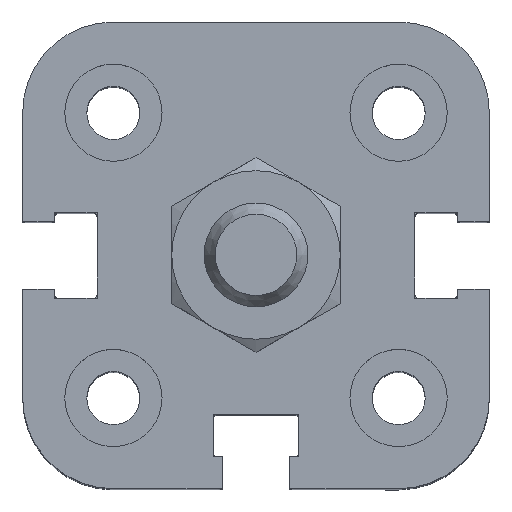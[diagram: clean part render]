
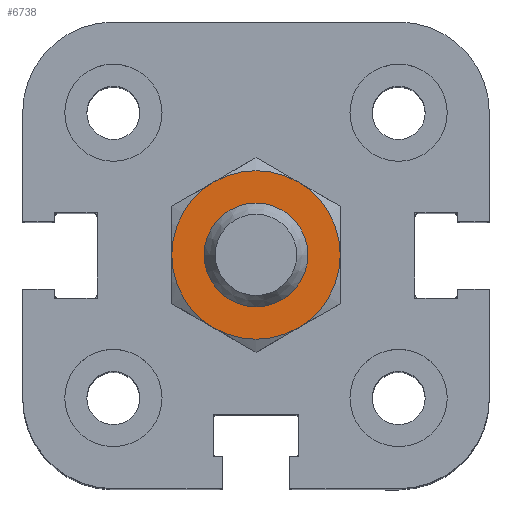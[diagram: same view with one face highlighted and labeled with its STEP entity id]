
A CAD part, top view. The second image highlights one B-rep face of the part: STEP entity #6738.
In plain terms, the highlighted planar face has unit normal (0, 0, 1).
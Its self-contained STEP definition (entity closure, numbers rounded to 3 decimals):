
#6101=CARTESIAN_POINT('',(3.875,0.0,5.0));
#6102=VERTEX_POINT('',#6101);
#6103=CARTESIAN_POINT('',(0.0,0.0,5.0));
#6104=DIRECTION('',(0.0,0.0,-1.0));
#6105=DIRECTION('',(1.0,0.0,0.0));
#6106=AXIS2_PLACEMENT_3D('',#6103,#6104,#6105);
#6107=CIRCLE('',#6106,3.875);
#6108=EDGE_CURVE('',#6102,#6102,#6107,.T.);
#6123=CARTESIAN_POINT('',(5.629,-3.25,5.0));
#6124=VERTEX_POINT('',#6123);
#6138=CARTESIAN_POINT('',(5.629,3.25,5.0));
#6139=VERTEX_POINT('',#6138);
#6153=CARTESIAN_POINT('',(0.0,0.0,5.0));
#6154=DIRECTION('',(0.0,0.0,1.0));
#6155=DIRECTION('',(1.0,0.0,0.0));
#6156=AXIS2_PLACEMENT_3D('',#6153,#6154,#6155);
#6157=CIRCLE('',#6156,6.5);
#6158=EDGE_CURVE('',#6124,#6139,#6157,.T.);
#6170=CARTESIAN_POINT('',(0.,-6.5,5.0));
#6171=VERTEX_POINT('',#6170);
#6198=CARTESIAN_POINT('',(0.0,0.0,5.0));
#6199=DIRECTION('',(0.0,0.0,1.0));
#6200=DIRECTION('',(1.0,0.0,0.0));
#6201=AXIS2_PLACEMENT_3D('',#6198,#6199,#6200);
#6202=CIRCLE('',#6201,6.5);
#6203=EDGE_CURVE('',#6171,#6124,#6202,.T.);
#6228=CARTESIAN_POINT('',(-5.629,-3.25,5.0));
#6229=VERTEX_POINT('',#6228);
#6230=CARTESIAN_POINT('',(0.0,0.0,5.0));
#6231=DIRECTION('',(0.0,0.0,1.0));
#6232=DIRECTION('',(1.0,0.0,0.0));
#6233=AXIS2_PLACEMENT_3D('',#6230,#6231,#6232);
#6234=CIRCLE('',#6233,6.5);
#6235=EDGE_CURVE('',#6229,#6171,#6234,.T.);
#6273=CARTESIAN_POINT('',(-5.629,3.25,5.0));
#6274=VERTEX_POINT('',#6273);
#6275=CARTESIAN_POINT('',(0.0,0.0,5.0));
#6276=DIRECTION('',(0.0,0.0,1.0));
#6277=DIRECTION('',(1.0,0.0,0.0));
#6278=AXIS2_PLACEMENT_3D('',#6275,#6276,#6277);
#6279=CIRCLE('',#6278,6.5);
#6280=EDGE_CURVE('',#6274,#6229,#6279,.T.);
#6318=CARTESIAN_POINT('',(0.,6.5,5.0));
#6319=VERTEX_POINT('',#6318);
#6320=CARTESIAN_POINT('',(0.0,0.0,5.0));
#6321=DIRECTION('',(0.0,0.0,1.0));
#6322=DIRECTION('',(1.0,0.0,0.0));
#6323=AXIS2_PLACEMENT_3D('',#6320,#6321,#6322);
#6324=CIRCLE('',#6323,6.5);
#6325=EDGE_CURVE('',#6319,#6274,#6324,.T.);
#6363=CARTESIAN_POINT('',(0.0,0.0,5.0));
#6364=DIRECTION('',(0.0,0.0,1.0));
#6365=DIRECTION('',(1.0,0.0,0.0));
#6366=AXIS2_PLACEMENT_3D('',#6363,#6364,#6365);
#6367=CIRCLE('',#6366,6.5);
#6368=EDGE_CURVE('',#6139,#6319,#6367,.T.);
#6722=CARTESIAN_POINT('',(0.,0.,5.0));
#6723=DIRECTION('',(0.0,0.0,1.0));
#6724=DIRECTION('',(1.0,0.0,0.0));
#6725=AXIS2_PLACEMENT_3D('',#6722,#6723,#6724);
#6726=PLANE('',#6725);
#6727=ORIENTED_EDGE('',*,*,#6368,.T.);
#6728=ORIENTED_EDGE('',*,*,#6325,.T.);
#6729=ORIENTED_EDGE('',*,*,#6280,.T.);
#6730=ORIENTED_EDGE('',*,*,#6235,.T.);
#6731=ORIENTED_EDGE('',*,*,#6203,.T.);
#6732=ORIENTED_EDGE('',*,*,#6158,.T.);
#6733=EDGE_LOOP('',(#6727,#6728,#6729,#6730,#6731,#6732));
#6734=FACE_OUTER_BOUND('',#6733,.T.);
#6735=ORIENTED_EDGE('',*,*,#6108,.T.);
#6736=EDGE_LOOP('',(#6735));
#6737=FACE_BOUND('',#6736,.T.);
#6738=ADVANCED_FACE('',(#6734,#6737),#6726,.T.);
